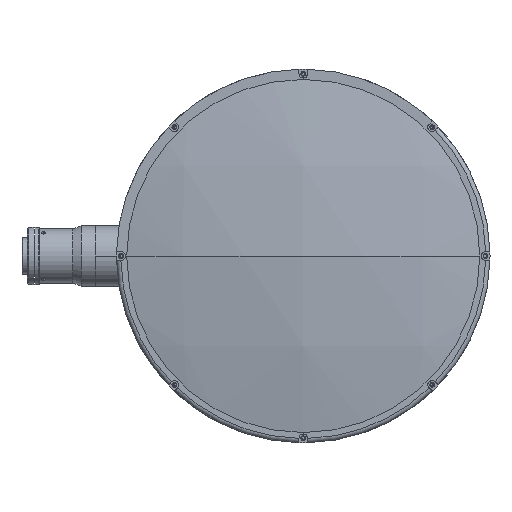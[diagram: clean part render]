
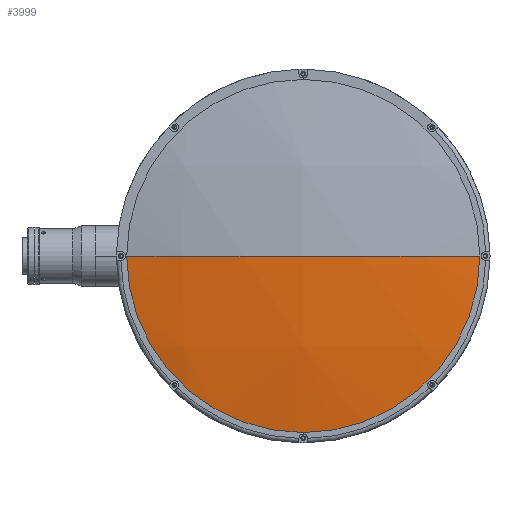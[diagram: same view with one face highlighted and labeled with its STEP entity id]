
A CAD part, left-side view. The second image highlights one B-rep face of the part: STEP entity #3999.
In plain terms, the highlighted spherical face has radius 606 mm.
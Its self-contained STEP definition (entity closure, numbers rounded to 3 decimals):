
#255 = EDGE_CURVE ( 'NONE', #5278, #5279, #3013, .T. ) ;
#256 = EDGE_CURVE ( 'NONE', #5277, #5278, #3017, .T. ) ;
#257 = EDGE_CURVE ( 'NONE', #5277, #5279, #3002, .T. ) ;
#1025 = SPHERICAL_SURFACE ( 'NONE', #3980, 606. ) ;
#1026 = FACE_OUTER_BOUND ( 'NONE', #3380, .T. ) ;
#1669 = CARTESIAN_POINT ( 'NONE',  ( -561.28, 0.64, 0. ) ) ;
#1673 = CARTESIAN_POINT ( 'NONE',  ( -548.269, -124.26, 0. ) ) ;
#1678 = CARTESIAN_POINT ( 'NONE',  ( -548.269, 125.54, 0. ) ) ;
#2968 = AXIS2_PLACEMENT_3D ( 'NONE', #9191, #9190, #9189 ) ;
#3002 = CIRCLE ( 'NONE', #3015, 606. ) ;
#3013 = CIRCLE ( 'NONE', #2968, 606. ) ;
#3015 = AXIS2_PLACEMENT_3D ( 'NONE', #9183, #9182, #9181 ) ;
#3016 = AXIS2_PLACEMENT_3D ( 'NONE', #9188, #9186, #9185 ) ;
#3017 = CIRCLE ( 'NONE', #3016, 124.9 ) ;
#3380 = EDGE_LOOP ( 'NONE', ( #3464, #3466, #3465 ) ) ;
#3464 = ORIENTED_EDGE ( 'NONE', *, *, #256, .T. ) ;
#3465 = ORIENTED_EDGE ( 'NONE', *, *, #257, .F. ) ;
#3466 = ORIENTED_EDGE ( 'NONE', *, *, #255, .T. ) ;
#3980 = AXIS2_PLACEMENT_3D ( 'NONE', #5977, #5976, #5970 ) ;
#3999 = ADVANCED_FACE ( 'NONE', ( #1026 ), #1025, .T. ) ;
#5277 = VERTEX_POINT ( 'NONE', #1678 ) ;
#5278 = VERTEX_POINT ( 'NONE', #1673 ) ;
#5279 = VERTEX_POINT ( 'NONE', #1669 ) ;
#5970 = DIRECTION ( 'NONE',  ( 0., 1., 0. ) ) ;
#5976 = DIRECTION ( 'NONE',  ( 0., 0., -1. ) ) ;
#5977 = CARTESIAN_POINT ( 'NONE',  ( 44.72, 0.64, 0. ) ) ;
#9181 = DIRECTION ( 'NONE',  ( 1., 0., 0. ) ) ;
#9182 = DIRECTION ( 'NONE',  ( 0., 0., 1. ) ) ;
#9183 = CARTESIAN_POINT ( 'NONE',  ( 44.72, 0.64, 0. ) ) ;
#9185 = DIRECTION ( 'NONE',  ( 0., 0., 1. ) ) ;
#9186 = DIRECTION ( 'NONE',  ( -1., 0., 0. ) ) ;
#9188 = CARTESIAN_POINT ( 'NONE',  ( -548.269, 0.64, 0. ) ) ;
#9189 = DIRECTION ( 'NONE',  ( 0., 1., 0. ) ) ;
#9190 = DIRECTION ( 'NONE',  ( 0., 0., -1. ) ) ;
#9191 = CARTESIAN_POINT ( 'NONE',  ( 44.72, 0.64, 0. ) ) ;
